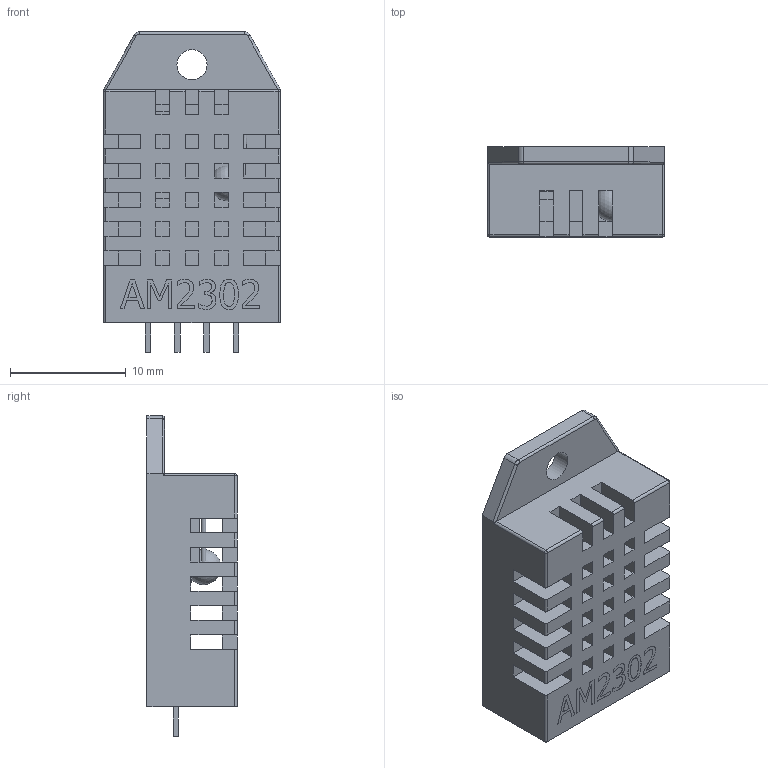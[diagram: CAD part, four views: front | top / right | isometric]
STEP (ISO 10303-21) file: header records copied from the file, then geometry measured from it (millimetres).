
FILE_DESCRIPTION(/* description */ (''),/* implementation_level */ '2;1');
FILE_NAME(/* name */ 'DHT22.stp',/* time_stamp */ '2018-08-18T21:38:08+02:00',/* author */ ('gabri'),/* organization */ (''),/* preprocessor_version */ 'ST-DEVELOPER v17',/* originating_system */ 'Autodesk Inventor 2019',/* authorisation */ '');
FILE_SCHEMA (('AUTOMOTIVE_DESIGN { 1 0 10303 214 3 1 1 }'));
Length unit declared in the file: millimetre
Products named in the file (1): DHT22
Bounding box: 15.3 x 7.8 x 27.74 mm (x, y, z)
Volume: 1675.6 mm3; surface area: 2194.9 mm2
Topology: 11 solids, 11 shells, 310 faces, 908 edges, 602 vertices
Faces by surface type: plane 226, bspline 53, cylinder 26, sphere 3, torus 2
Full cylindrical faces by diameter (mm): 0.4 x2, 2.6 x1
Entity records: 10865 total; most frequent: CARTESIAN_POINT 2688, ORIENTED_EDGE 1812, DIRECTION 1369, EDGE_CURVE 906, LINE 743, VECTOR 743, VERTEX_POINT 602, EDGE_LOOP 350
